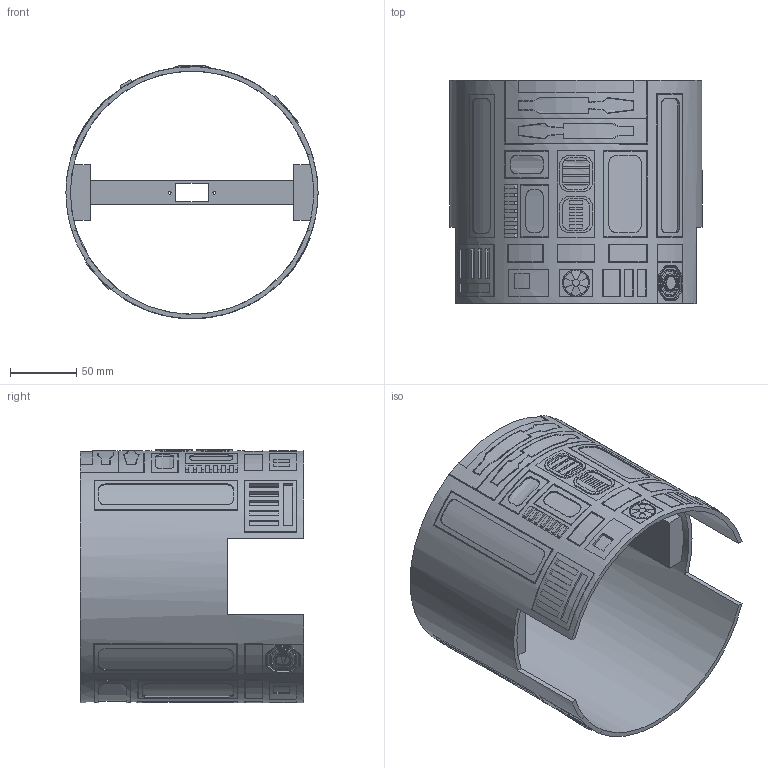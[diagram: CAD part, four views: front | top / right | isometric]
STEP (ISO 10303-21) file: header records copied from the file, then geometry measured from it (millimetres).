
FILE_DESCRIPTION(/* description */ (''),/* implementation_level */ '2;1');
FILE_NAME(/* name */ '35a70096-3d8f-4af8-b3f0-00b0f0148f42.stp',/* time_stamp */ '2025-12-12T15:24:21Z',/* author */ (''),/* organization */ (''),/* preprocessor_version */ 'ST-DEVELOPER v20.1',/* originating_system */ 'Autodesk Translation Framework v14.24.0.0',/* authorisation */ '');
FILE_SCHEMA (('AUTOMOTIVE_DESIGN { 1 0 10303 214 3 1 1 }'));
Length unit declared in the file: millimetre
Products named in the file (1): cilindro
Bounding box: 190.82 x 168.88 x 191.81 mm (x, y, z)
Volume: 427169 mm3; surface area: 217823.9 mm2
Topology: 1 solids, 5 shells, 1036 faces, 2761 edges, 1838 vertices
Faces by surface type: plane 754, cylinder 280, cone 2
Full cylindrical faces by diameter (mm): 2.2 x2, 10.338 x2, 12.062 x2, 13.786 x2, 18.684 x2, 20.333 x1, 184 x1, 190.818 x1
Entity records: 34196 total; most frequent: CARTESIAN_POINT 7967, ORIENTED_EDGE 5522, DIRECTION 5414, EDGE_CURVE 2761, AXIS2_PLACEMENT_3D 1890, VERTEX_POINT 1838, LINE 1634, VECTOR 1634
